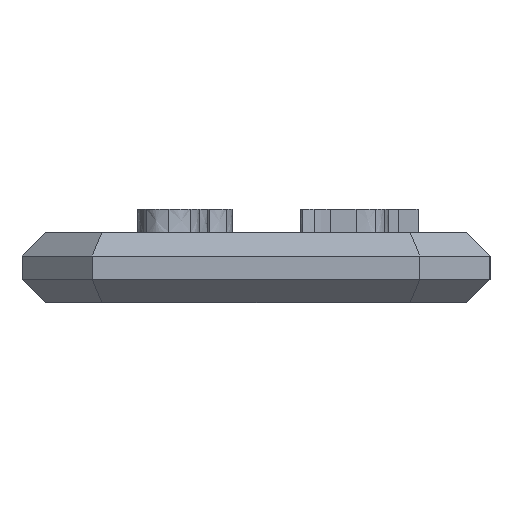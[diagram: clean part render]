
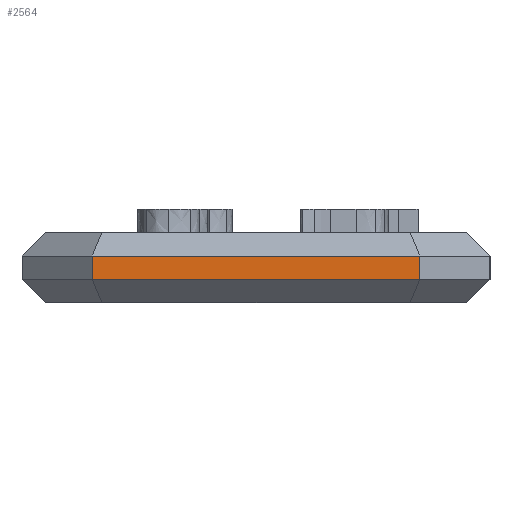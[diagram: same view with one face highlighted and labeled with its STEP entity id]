
A CAD part, left-side view. The second image highlights one B-rep face of the part: STEP entity #2564.
In plain terms, the highlighted planar face has unit normal (-1, 0, 0).
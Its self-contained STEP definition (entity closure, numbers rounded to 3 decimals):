
#2564=ADVANCED_FACE('',(#5259),#5261,.T.);
#5259=FACE_BOUND('',#5260,.T.);
#5260=EDGE_LOOP('',(#7810,#7811,#7812,#7813));
#5261=PLANE('',#5262);
#5262=AXIS2_PLACEMENT_3D('',#5263,#5264,#5265);
#5263=CARTESIAN_POINT('',(-30.,10.,0.));
#5264=DIRECTION('',(-1.,0.,0.));
#5265=DIRECTION('',(0.,-1.,0.));
#7810=ORIENTED_EDGE('',*,*,#8892,.T.);
#7811=ORIENTED_EDGE('',*,*,#9438,.T.);
#7812=ORIENTED_EDGE('',*,*,#8917,.F.);
#7813=ORIENTED_EDGE('',*,*,#9439,.F.);
#8892=EDGE_CURVE('',#10218,#10219,#10220,.T.);
#8917=EDGE_CURVE('',#10253,#10256,#10257,.T.);
#9438=EDGE_CURVE('',#10219,#10256,#11037,.T.);
#9439=EDGE_CURVE('',#10218,#10253,#11038,.T.);
#10218=VERTEX_POINT('',#12519);
#10219=VERTEX_POINT('',#12520);
#10220=LINE('',#12521,#12522);
#10253=VERTEX_POINT('',#12600);
#10256=VERTEX_POINT('',#12607);
#10257=LINE('',#12608,#12609);
#11037=LINE('',#14430,#14431);
#11038=LINE('',#14433,#14434);
#12519=CARTESIAN_POINT('',(-30.,7.,1.));
#12520=CARTESIAN_POINT('',(-30.,-7.,1.));
#12521=CARTESIAN_POINT('',(-30.,7.,1.));
#12522=VECTOR('',#12523,1.);
#12523=DIRECTION('',(0.,-1.,0.));
#12600=CARTESIAN_POINT('',(-30.,7.,2.));
#12607=CARTESIAN_POINT('',(-30.,-7.,2.));
#12608=CARTESIAN_POINT('',(-30.,7.,2.));
#12609=VECTOR('',#12610,1.);
#12610=DIRECTION('',(0.,-1.,0.));
#14430=CARTESIAN_POINT('',(-30.,-7.,1.));
#14431=VECTOR('',#14432,1.);
#14432=DIRECTION('',(0.,0.,1.));
#14433=CARTESIAN_POINT('',(-30.,7.,1.));
#14434=VECTOR('',#14435,1.);
#14435=DIRECTION('',(0.,0.,1.));
